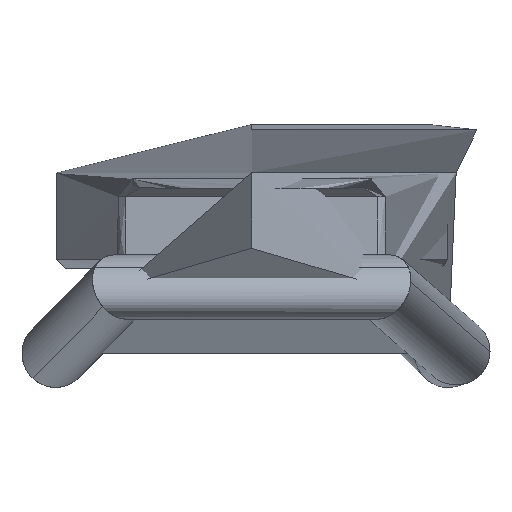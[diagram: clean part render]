
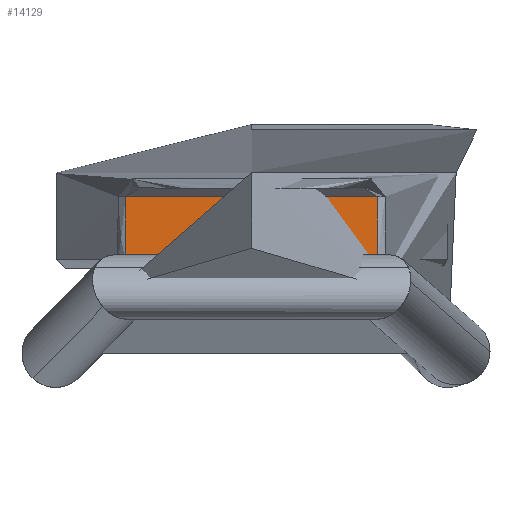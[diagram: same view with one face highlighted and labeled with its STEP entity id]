
A CAD part, front view. The second image highlights one B-rep face of the part: STEP entity #14129.
In plain terms, the highlighted free-form (B-spline) face has degree [1, 1] with [2, 2] control points.
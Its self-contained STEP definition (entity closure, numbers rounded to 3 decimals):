
#14129 = ADVANCED_FACE('',(#14130),#14160,.F.);
#14130 = FACE_BOUND('',#14131,.T.);
#14131 = EDGE_LOOP('',(#14132,#14141,#14148,#14155));
#14132 = ORIENTED_EDGE('',*,*,#14133,.T.);
#14133 = EDGE_CURVE('',#14134,#14136,#14138,.T.);
#14134 = VERTEX_POINT('',#14135);
#14135 = CARTESIAN_POINT('',(87.562,-106.565,
    37.338));
#14136 = VERTEX_POINT('',#14137);
#14137 = CARTESIAN_POINT('',(87.608,-106.437,
    21.61));
#14138 = B_SPLINE_CURVE_WITH_KNOTS('',1,(#14139,#14140),.UNSPECIFIED.,
  .F.,.F.,(2,2),(0.,1.),.PIECEWISE_BEZIER_KNOTS.);
#14139 = CARTESIAN_POINT('',(87.562,-106.565,
    37.338));
#14140 = CARTESIAN_POINT('',(87.608,-106.437,
    21.61));
#14141 = ORIENTED_EDGE('',*,*,#14142,.T.);
#14142 = EDGE_CURVE('',#14136,#14143,#14145,.T.);
#14143 = VERTEX_POINT('',#14144);
#14144 = CARTESIAN_POINT('',(24.733,-106.437,
    21.61));
#14145 = B_SPLINE_CURVE_WITH_KNOTS('',1,(#14146,#14147),.UNSPECIFIED.,
  .F.,.F.,(2,2),(-57.017,-1.048),
  .PIECEWISE_BEZIER_KNOTS.);
#14146 = CARTESIAN_POINT('',(87.608,-106.437,
    21.61));
#14147 = CARTESIAN_POINT('',(24.733,-106.437,
    21.61));
#14148 = ORIENTED_EDGE('',*,*,#14149,.T.);
#14149 = EDGE_CURVE('',#14143,#14150,#14152,.T.);
#14150 = VERTEX_POINT('',#14151);
#14151 = CARTESIAN_POINT('',(24.779,-106.565,
    37.338));
#14152 = B_SPLINE_CURVE_WITH_KNOTS('',1,(#14153,#14154),.UNSPECIFIED.,
  .F.,.F.,(2,2),(0.,1.),.PIECEWISE_BEZIER_KNOTS.);
#14153 = CARTESIAN_POINT('',(24.733,-106.437,
    21.61));
#14154 = CARTESIAN_POINT('',(24.779,-106.565,
    37.338));
#14155 = ORIENTED_EDGE('',*,*,#14156,.F.);
#14156 = EDGE_CURVE('',#14134,#14150,#14157,.T.);
#14157 = B_SPLINE_CURVE_WITH_KNOTS('',1,(#14158,#14159),.UNSPECIFIED.,
  .F.,.F.,(2,2),(-78.003,-22.117),
  .PIECEWISE_BEZIER_KNOTS.);
#14158 = CARTESIAN_POINT('',(87.562,-106.565,
    37.338));
#14159 = CARTESIAN_POINT('',(24.779,-106.565,
    37.338));
#14160 = B_SPLINE_SURFACE_WITH_KNOTS('',1,1,(
    (#14161,#14162)
    ,(#14163,#14164
    )),.UNSPECIFIED.,.F.,.F.,.F.,(2,2),(2,2),(2.,
    16.),(22.076,78.044),
  .PIECEWISE_BEZIER_KNOTS.);
#14161 = CARTESIAN_POINT('',(24.733,-106.565,
    37.338));
#14162 = CARTESIAN_POINT('',(87.608,-106.565,
    37.338));
#14163 = CARTESIAN_POINT('',(24.733,-106.437,
    21.61));
#14164 = CARTESIAN_POINT('',(87.608,-106.437,
    21.61));
